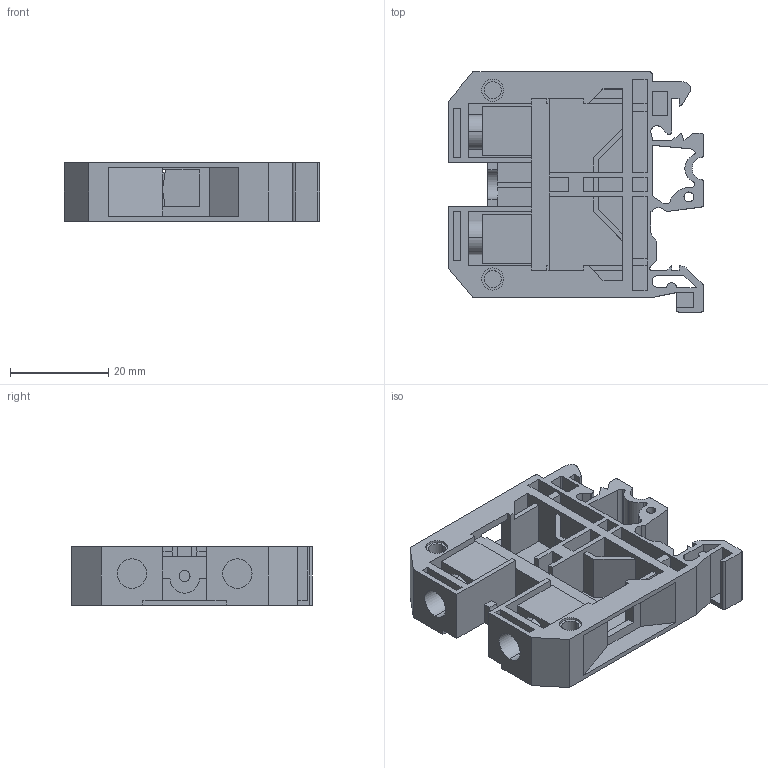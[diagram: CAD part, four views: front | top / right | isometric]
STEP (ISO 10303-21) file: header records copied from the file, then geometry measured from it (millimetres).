
FILE_DESCRIPTION (( 'STEP AP203' ), '1' );
FILE_NAME ('YZN10-016-K03 Çàæèì íàáîðíûé ÇÍÈ-16ìì2 (JXB100) ñåðûé ÈÝÊ.STEP', '2016-08-24T08:49:38', ( '' ), ( '' ), 'SwSTEP 2.0', 'SolidWorks 2014', '' );
FILE_SCHEMA (( 'CONFIG_CONTROL_DESIGN' ));
Length unit declared in the file: millimetre
Products named in the file (1): YZN10-016-K03 Çàæèì íàáîðíûé ÇÍÈ-16ìì2 (JXB100) ñåðûé     ÈÝÊ
Bounding box: 52 x 49 x 12 mm (x, y, z)
Volume: 12389.3 mm3; surface area: 14157.4 mm2
Topology: 1 solids, 1 shells, 460 faces, 1245 edges, 820 vertices
Faces by surface type: plane 363, cylinder 70, bspline 27
Entity records: 15957 total; most frequent: CARTESIAN_POINT 4313, ORIENTED_EDGE 2490, DIRECTION 2200, EDGE_CURVE 1245, VECTOR 1050, LINE 1050, VERTEX_POINT 820, AXIS2_PLACEMENT_3D 575
